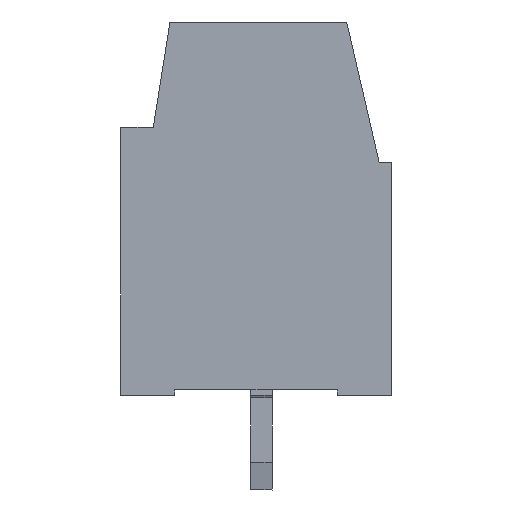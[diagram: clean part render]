
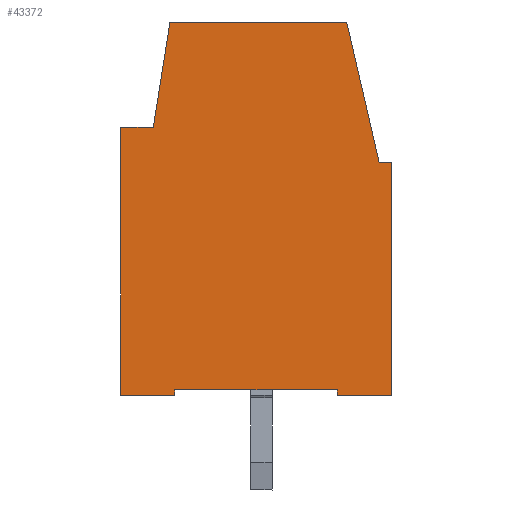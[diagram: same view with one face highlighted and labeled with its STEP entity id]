
A CAD part, left-side view. The second image highlights one B-rep face of the part: STEP entity #43372.
In plain terms, the highlighted planar face has unit normal (-1, 0, 0).
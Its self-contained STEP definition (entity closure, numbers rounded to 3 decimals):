
#43280=AXIS2_PLACEMENT_3D('Plane Axis2P3D',#43277,#43278,#43279) ;
#42888=CARTESIAN_POINT('Vertex',(0.,0.,12.101)) ;
#42891=CARTESIAN_POINT('Line Origine',(0.,0.,7.8)) ;
#42895=CARTESIAN_POINT('Vertex',(0.,0.,3.5)) ;
#43261=CARTESIAN_POINT('Vertex',(0.,0.445,12.1)) ;
#43264=CARTESIAN_POINT('Line Origine',(0.,0.223,12.1)) ;
#43277=CARTESIAN_POINT('Axis2P3D Location',(0.,3.449,14.)) ;
#43282=CARTESIAN_POINT('Line Origine',(0.,1.027,14.623)) ;
#43286=CARTESIAN_POINT('Vertex',(0.,1.609,17.145)) ;
#43289=CARTESIAN_POINT('Line Origine',(0.,1.627,17.223)) ;
#43293=CARTESIAN_POINT('Vertex',(0.,1.645,17.3)) ;
#43296=CARTESIAN_POINT('Line Origine',(0.,4.913,17.3)) ;
#43300=CARTESIAN_POINT('Vertex',(0.,8.181,17.301)) ;
#43303=CARTESIAN_POINT('Line Origine',(0.,8.49,15.351)) ;
#43307=CARTESIAN_POINT('Vertex',(0.,8.799,13.401)) ;
#43310=CARTESIAN_POINT('Line Origine',(0.,9.399,13.401)) ;
#43314=CARTESIAN_POINT('Vertex',(0.,9.999,13.401)) ;
#43317=CARTESIAN_POINT('Line Origine',(0.,10.,8.451)) ;
#43321=CARTESIAN_POINT('Vertex',(0.,10.,3.501)) ;
#43324=CARTESIAN_POINT('Line Origine',(0.,9.,3.501)) ;
#43328=CARTESIAN_POINT('Vertex',(0.,8.,3.501)) ;
#43331=CARTESIAN_POINT('Line Origine',(0.,8.,3.601)) ;
#43335=CARTESIAN_POINT('Vertex',(0.,8.,3.701)) ;
#43338=CARTESIAN_POINT('Line Origine',(0.,5.,3.7)) ;
#43342=CARTESIAN_POINT('Vertex',(0.,2.,3.7)) ;
#43345=CARTESIAN_POINT('Line Origine',(0.,2.,3.6)) ;
#43349=CARTESIAN_POINT('Vertex',(0.,2.,3.5)) ;
#43352=CARTESIAN_POINT('Line Origine',(0.,1.,3.5)) ;
#42892=DIRECTION('Vector Direction',(0.,0.,1.)) ;
#43265=DIRECTION('Vector Direction',(0.,-1.,0.001)) ;
#43278=DIRECTION('Axis2P3D Direction',(1.,0.,0.)) ;
#43279=DIRECTION('Axis2P3D XDirection',(0.,1.,0.)) ;
#43283=DIRECTION('Vector Direction',(0.,0.225,0.974)) ;
#43290=DIRECTION('Vector Direction',(0.,0.225,0.974)) ;
#43297=DIRECTION('Vector Direction',(0.,-1.,0.)) ;
#43304=DIRECTION('Vector Direction',(0.,0.157,-0.988)) ;
#43311=DIRECTION('Vector Direction',(0.,-1.,0.)) ;
#43318=DIRECTION('Vector Direction',(0.,0.,-1.)) ;
#43325=DIRECTION('Vector Direction',(0.,-1.,0.)) ;
#43332=DIRECTION('Vector Direction',(0.,0.,1.)) ;
#43339=DIRECTION('Vector Direction',(0.,-1.,0.)) ;
#43346=DIRECTION('Vector Direction',(0.,0.,-1.)) ;
#43353=DIRECTION('Vector Direction',(0.,-1.,0.)) ;
#42893=VECTOR('Line Direction',#42892,1.) ;
#43266=VECTOR('Line Direction',#43265,1.) ;
#43284=VECTOR('Line Direction',#43283,1.) ;
#43291=VECTOR('Line Direction',#43290,1.) ;
#43298=VECTOR('Line Direction',#43297,1.) ;
#43305=VECTOR('Line Direction',#43304,1.) ;
#43312=VECTOR('Line Direction',#43311,1.) ;
#43319=VECTOR('Line Direction',#43318,1.) ;
#43326=VECTOR('Line Direction',#43325,1.) ;
#43333=VECTOR('Line Direction',#43332,1.) ;
#43340=VECTOR('Line Direction',#43339,1.) ;
#43347=VECTOR('Line Direction',#43346,1.) ;
#43354=VECTOR('Line Direction',#43353,1.) ;
#43358=ORIENTED_EDGE('',*,*,#42897,.T.) ;
#43359=ORIENTED_EDGE('',*,*,#43268,.F.) ;
#43360=ORIENTED_EDGE('',*,*,#43288,.T.) ;
#43361=ORIENTED_EDGE('',*,*,#43295,.T.) ;
#43362=ORIENTED_EDGE('',*,*,#43302,.F.) ;
#43363=ORIENTED_EDGE('',*,*,#43309,.T.) ;
#43364=ORIENTED_EDGE('',*,*,#43316,.F.) ;
#43365=ORIENTED_EDGE('',*,*,#43323,.T.) ;
#43366=ORIENTED_EDGE('',*,*,#43330,.T.) ;
#43367=ORIENTED_EDGE('',*,*,#43337,.T.) ;
#43368=ORIENTED_EDGE('',*,*,#43344,.T.) ;
#43369=ORIENTED_EDGE('',*,*,#43351,.T.) ;
#43370=ORIENTED_EDGE('',*,*,#43356,.T.) ;
#43372=ADVANCED_FACE('COVER',(#43371),#43281,.F.) ;
#42897=EDGE_CURVE('',#42896,#42889,#42894,.T.) ;
#43268=EDGE_CURVE('',#43262,#42889,#43267,.T.) ;
#43288=EDGE_CURVE('',#43262,#43287,#43285,.T.) ;
#43295=EDGE_CURVE('',#43287,#43294,#43292,.T.) ;
#43302=EDGE_CURVE('',#43301,#43294,#43299,.T.) ;
#43309=EDGE_CURVE('',#43301,#43308,#43306,.T.) ;
#43316=EDGE_CURVE('',#43315,#43308,#43313,.T.) ;
#43323=EDGE_CURVE('',#43315,#43322,#43320,.T.) ;
#43330=EDGE_CURVE('',#43322,#43329,#43327,.T.) ;
#43337=EDGE_CURVE('',#43329,#43336,#43334,.T.) ;
#43344=EDGE_CURVE('',#43336,#43343,#43341,.T.) ;
#43351=EDGE_CURVE('',#43343,#43350,#43348,.T.) ;
#43356=EDGE_CURVE('',#43350,#42896,#43355,.T.) ;
#43357=EDGE_LOOP('',(#43358,#43359,#43360,#43361,#43362,#43363,#43364,#43365,#43366,#43367,#43368,#43369,#43370)) ;
#43371=FACE_OUTER_BOUND('',#43357,.T.) ;
#42894=LINE('Line',#42891,#42893) ;
#43267=LINE('Line',#43264,#43266) ;
#43285=LINE('Line',#43282,#43284) ;
#43292=LINE('Line',#43289,#43291) ;
#43299=LINE('Line',#43296,#43298) ;
#43306=LINE('Line',#43303,#43305) ;
#43313=LINE('Line',#43310,#43312) ;
#43320=LINE('Line',#43317,#43319) ;
#43327=LINE('Line',#43324,#43326) ;
#43334=LINE('Line',#43331,#43333) ;
#43341=LINE('Line',#43338,#43340) ;
#43348=LINE('Line',#43345,#43347) ;
#43355=LINE('Line',#43352,#43354) ;
#43281=PLANE('',#43280) ;
#42889=VERTEX_POINT('',#42888) ;
#42896=VERTEX_POINT('',#42895) ;
#43262=VERTEX_POINT('',#43261) ;
#43287=VERTEX_POINT('',#43286) ;
#43294=VERTEX_POINT('',#43293) ;
#43301=VERTEX_POINT('',#43300) ;
#43308=VERTEX_POINT('',#43307) ;
#43315=VERTEX_POINT('',#43314) ;
#43322=VERTEX_POINT('',#43321) ;
#43329=VERTEX_POINT('',#43328) ;
#43336=VERTEX_POINT('',#43335) ;
#43343=VERTEX_POINT('',#43342) ;
#43350=VERTEX_POINT('',#43349) ;
